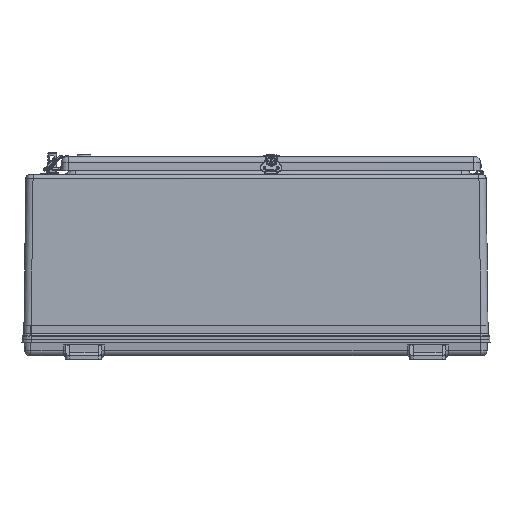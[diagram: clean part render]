
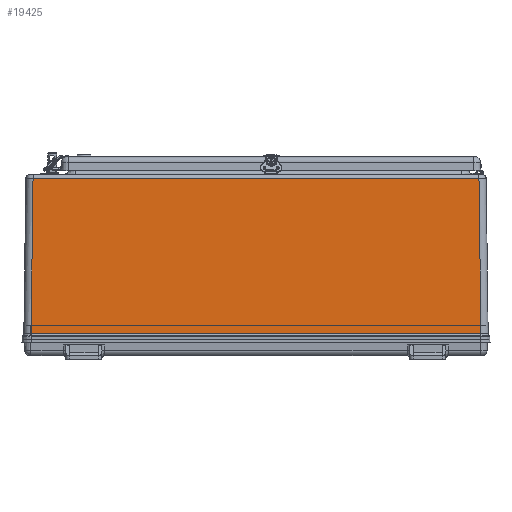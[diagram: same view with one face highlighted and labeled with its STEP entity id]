
A CAD part, left-side view. The second image highlights one B-rep face of the part: STEP entity #19425.
In plain terms, the highlighted planar face has unit normal (-1, 0, 0.013).
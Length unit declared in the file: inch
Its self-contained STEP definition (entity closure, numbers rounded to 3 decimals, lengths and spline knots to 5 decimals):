
#2561 = CARTESIAN_POINT ( 'NONE',  ( -18.35784, 15.52092, 7.587 ) ) ;
#3302 = CARTESIAN_POINT ( 'NONE',  ( -18.44965, -15.63043, 0.4375 ) ) ;
#4568 = CARTESIAN_POINT ( 'NONE',  ( -18.44965, -15.63043, 0.4375 ) ) ;
#6238 = VERTEX_POINT ( 'NONE', #13467 ) ;
#7126 = VECTOR ( 'NONE', #45857, 39.37008 ) ;
#7968 = CARTESIAN_POINT ( 'NONE',  ( -18.31194, -15.49274, 11.16174 ) ) ;
#8923 = CARTESIAN_POINT ( 'NONE',  ( -18.44977, 16.1127, 0.42839 ) ) ;
#11242 = EDGE_CURVE ( 'NONE', #40006, #20714, #21287, .T. ) ;
#13467 = CARTESIAN_POINT ( 'NONE',  ( -18.44965, 15.61272, 0.4375 ) ) ;
#13559 = EDGE_CURVE ( 'NONE', #6238, #20714, #59460, .T. ) ;
#15704 = LINE ( 'NONE', #70710, #49946 ) ;
#16183 = DIRECTION ( 'NONE',  ( 0., 1., 0. ) ) ;
#18805 = AXIS2_PLACEMENT_3D ( 'NONE', #60339, #22094, #43572 ) ;
#18944 = CARTESIAN_POINT ( 'NONE',  ( -18.31194, 15.47503, 11.16174 ) ) ;
#19425 = ADVANCED_FACE ( 'NONE', ( #72027 ), #49439, .T. ) ;
#20714 = VERTEX_POINT ( 'NONE', #69190 ) ;
#21287 = LINE ( 'NONE', #65361, #34115 ) ;
#22094 = DIRECTION ( 'NONE',  ( -1., 0., 0.013 ) ) ;
#23650 = CARTESIAN_POINT ( 'NONE',  ( -18.44965, -15.63043, 0.4375 ) ) ;
#27882 = VECTOR ( 'NONE', #69415, 39.37008 ) ;
#28552 = B_SPLINE_CURVE_WITH_KNOTS ( 'NONE', 3,
 ( #3302, #46286, #58674, #63765 ),
 .UNSPECIFIED., .F., .F.,
 ( 4, 4 ),
 ( 0., 1. ),
 .UNSPECIFIED. ) ;
#29189 = ORIENTED_EDGE ( 'NONE', *, *, #32909, .F. ) ;
#32202 = EDGE_CURVE ( 'NONE', #36467, #42123, #64654, .T. ) ;
#32909 = EDGE_CURVE ( 'NONE', #35249, #42123, #28552, .T. ) ;
#33880 = CARTESIAN_POINT ( 'NONE',  ( -18.44977, -15.63042, 0.42839 ) ) ;
#34115 = VECTOR ( 'NONE', #16183, 39.37008 ) ;
#35249 = VERTEX_POINT ( 'NONE', #4568 ) ;
#36467 = VERTEX_POINT ( 'NONE', #59097 ) ;
#37178 = ORIENTED_EDGE ( 'NONE', *, *, #13559, .F. ) ;
#38341 = EDGE_CURVE ( 'NONE', #35249, #40006, #40351, .T. ) ;
#40006 = VERTEX_POINT ( 'NONE', #7968 ) ;
#40351 = LINE ( 'NONE', #23650, #7126 ) ;
#40535 = ORIENTED_EDGE ( 'NONE', *, *, #32202, .T. ) ;
#42123 = VERTEX_POINT ( 'NONE', #33880 ) ;
#43572 = DIRECTION ( 'NONE',  ( 0.013, 0., 1. ) ) ;
#45663 = EDGE_CURVE ( 'NONE', #6238, #36467, #15704, .T. ) ;
#45857 = DIRECTION ( 'NONE',  ( 0.013, 0.013, 1. ) ) ;
#46286 = CARTESIAN_POINT ( 'NONE',  ( -18.44969, -15.63043, 0.43446 ) ) ;
#48023 = ORIENTED_EDGE ( 'NONE', *, *, #45663, .T. ) ;
#49439 = PLANE ( 'NONE',  #18805 ) ;
#49946 = VECTOR ( 'NONE', #60126, 39.37008 ) ;
#50091 = ORIENTED_EDGE ( 'NONE', *, *, #11242, .T. ) ;
#56339 = EDGE_LOOP ( 'NONE', ( #50091, #37178, #48023, #40535, #29189, #61029 ) ) ;
#57550 = CARTESIAN_POINT ( 'NONE',  ( -18.44965, 15.61272, 0.4375 ) ) ;
#58674 = CARTESIAN_POINT ( 'NONE',  ( -18.44973, -15.63042, 0.43143 ) ) ;
#59097 = CARTESIAN_POINT ( 'NONE',  ( -18.44977, 15.61271, 0.42839 ) ) ;
#59460 = B_SPLINE_CURVE_WITH_KNOTS ( 'NONE', 3,
 ( #57550, #64456, #2561, #18944 ),
 .UNSPECIFIED., .F., .F.,
 ( 4, 4 ),
 ( 0., 1. ),
 .UNSPECIFIED. ) ;
#60126 = DIRECTION ( 'NONE',  ( -0.013, -0.002, -1. ) ) ;
#60339 = CARTESIAN_POINT ( 'NONE',  ( -18.44965, 16.1127, 0.4375 ) ) ;
#61029 = ORIENTED_EDGE ( 'NONE', *, *, #38341, .T. ) ;
#63765 = CARTESIAN_POINT ( 'NONE',  ( -18.44977, -15.63042, 0.42839 ) ) ;
#64456 = CARTESIAN_POINT ( 'NONE',  ( -18.40375, 15.56682, 4.01225 ) ) ;
#64654 = LINE ( 'NONE', #8923, #27882 ) ;
#65361 = CARTESIAN_POINT ( 'NONE',  ( -18.31194, 16.1127, 11.16174 ) ) ;
#69190 = CARTESIAN_POINT ( 'NONE',  ( -18.31194, 15.47503, 11.16174 ) ) ;
#69415 = DIRECTION ( 'NONE',  ( 0., -1., 0. ) ) ;
#70710 = CARTESIAN_POINT ( 'NONE',  ( -18.44965, 15.61272, 0.4375 ) ) ;
#72027 = FACE_OUTER_BOUND ( 'NONE', #56339, .T. ) ;
